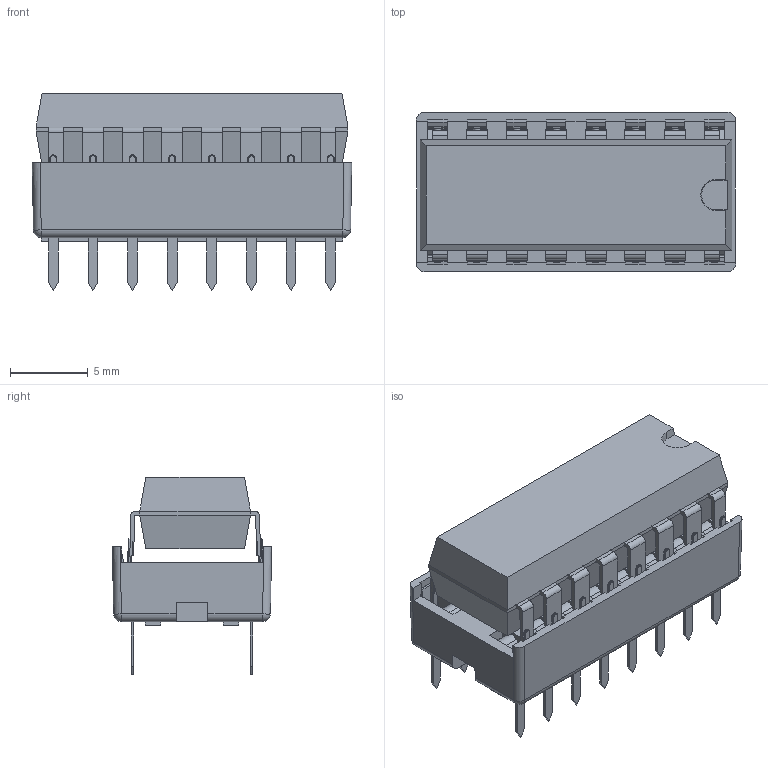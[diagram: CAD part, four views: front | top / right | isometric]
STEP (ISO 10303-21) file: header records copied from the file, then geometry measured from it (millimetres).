
FILE_DESCRIPTION(/* description */ (''),/* implementation_level */ '2;1');
FILE_NAME(/* name */ 'ULN2003 on Socket.step',/* time_stamp */ '2022-05-19T21:38:50-06:00',/* author */ (''),/* organization */ (''),/* preprocessor_version */ 'ST-DEVELOPER v18.1',/* originating_system */ 'Autodesk Translation Framework v10.14.0.1471',/* authorisation */ '');
FILE_SCHEMA (('AUTOMOTIVE_DESIGN { 1 0 10303 214 3 1 1 }'));
Length unit declared in the file: centimetre
Products named in the file (7): ULN2003 on Socket; dip16 v2; package; lead; dip16_socket v4; housing; pins
Assembly tree (6 placements, depth 3):
  ULN2003 on Socket
    dip16 v2
      package
      lead
    dip16_socket v4
      housing
      pins
Bounding box: 20.49 x 10.21 x 12.67 mm (x, y, z)
Volume: 1172.9 mm3; surface area: 2599.6 mm2
Topology: 34 solids, 34 shells, 1282 faces, 3542 edges, 2312 vertices
Faces by surface type: plane 815, cylinder 398, bspline 32, torus 32, sphere 4, cone 1
Entity records: 42846 total; most frequent: CARTESIAN_POINT 9249, ORIENTED_EDGE 7084, DIRECTION 6926, EDGE_CURVE 3542, LINE 2612, VECTOR 2612, VERTEX_POINT 2312, AXIS2_PLACEMENT_3D 2157
